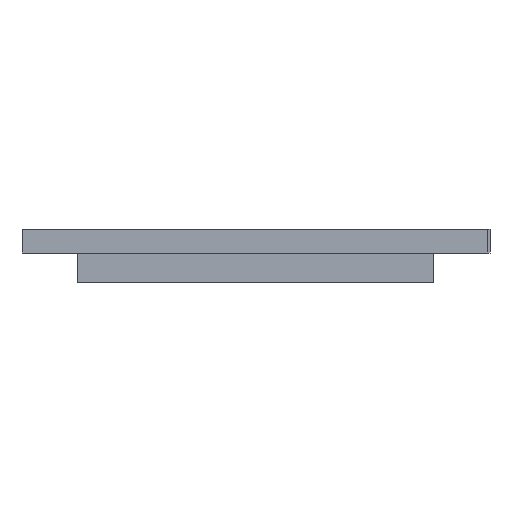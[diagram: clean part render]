
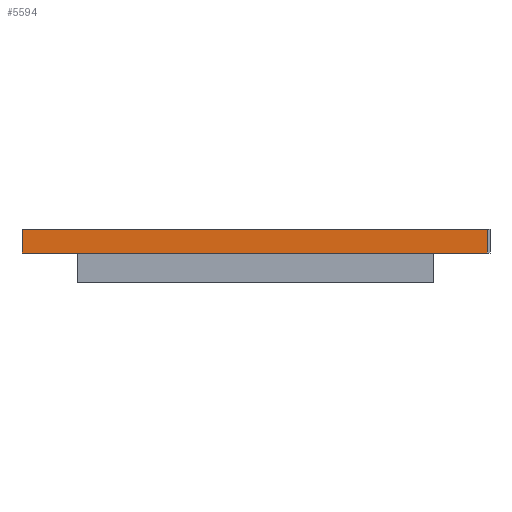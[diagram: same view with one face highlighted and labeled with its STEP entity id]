
A CAD part, front view. The second image highlights one B-rep face of the part: STEP entity #5594.
In plain terms, the highlighted planar face has unit normal (0, -1, 0).
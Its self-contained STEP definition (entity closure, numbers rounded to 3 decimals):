
#72 = PLANE('',#73);
#73 = AXIS2_PLACEMENT_3D('',#74,#75,#76);
#74 = CARTESIAN_POINT('',(0.,4.4,0.4));
#75 = DIRECTION('',(-0.,-0.,-1.));
#76 = DIRECTION('',(-1.,0.,0.));
#128 = PLANE('',#129);
#129 = AXIS2_PLACEMENT_3D('',#130,#131,#132);
#130 = CARTESIAN_POINT('',(0.,4.4,0.));
#131 = DIRECTION('',(-0.,-0.,-1.));
#132 = DIRECTION('',(-1.,0.,0.));
#1268 = VERTEX_POINT('',#1269);
#1269 = CARTESIAN_POINT('',(3.9,0.,0.));
#1283 = PLANE('',#1284);
#1284 = AXIS2_PLACEMENT_3D('',#1285,#1286,#1287);
#1285 = CARTESIAN_POINT('',(3.9,8.8,0.));
#1286 = DIRECTION('',(1.,0.,0.));
#1287 = DIRECTION('',(0.,-1.,0.));
#1295 = EDGE_CURVE('',#1268,#1296,#1298,.T.);
#1296 = VERTEX_POINT('',#1297);
#1297 = CARTESIAN_POINT('',(-3.9,0.,0.));
#1298 = SURFACE_CURVE('',#1299,(#1303,#1310),.PCURVE_S1.);
#1299 = LINE('',#1300,#1301);
#1300 = CARTESIAN_POINT('',(3.9,0.,0.));
#1301 = VECTOR('',#1302,1.);
#1302 = DIRECTION('',(-1.,0.,0.));
#1303 = PCURVE('',#128,#1304);
#1304 = DEFINITIONAL_REPRESENTATION('',(#1305),#1309);
#1305 = LINE('',#1306,#1307);
#1306 = CARTESIAN_POINT('',(-3.9,-4.4));
#1307 = VECTOR('',#1308,1.);
#1308 = DIRECTION('',(1.,0.));
#1309 = ( GEOMETRIC_REPRESENTATION_CONTEXT(2) 
PARAMETRIC_REPRESENTATION_CONTEXT() REPRESENTATION_CONTEXT('2D SPACE',''
  ) );
#1310 = PCURVE('',#1311,#1316);
#1311 = PLANE('',#1312);
#1312 = AXIS2_PLACEMENT_3D('',#1313,#1314,#1315);
#1313 = CARTESIAN_POINT('',(3.9,0.,0.));
#1314 = DIRECTION('',(0.,-1.,0.));
#1315 = DIRECTION('',(-1.,0.,0.));
#1316 = DEFINITIONAL_REPRESENTATION('',(#1317),#1321);
#1317 = LINE('',#1318,#1319);
#1318 = CARTESIAN_POINT('',(0.,-0.));
#1319 = VECTOR('',#1320,1.);
#1320 = DIRECTION('',(1.,0.));
#1321 = ( GEOMETRIC_REPRESENTATION_CONTEXT(2) 
PARAMETRIC_REPRESENTATION_CONTEXT() REPRESENTATION_CONTEXT('2D SPACE',''
  ) );
#1339 = PLANE('',#1340);
#1340 = AXIS2_PLACEMENT_3D('',#1341,#1342,#1343);
#1341 = CARTESIAN_POINT('',(-3.9,0.,0.));
#1342 = DIRECTION('',(-1.,0.,0.));
#1343 = DIRECTION('',(0.,1.,0.));
#2951 = VERTEX_POINT('',#2952);
#2952 = CARTESIAN_POINT('',(3.9,0.,0.4));
#2973 = EDGE_CURVE('',#2951,#2974,#2976,.T.);
#2974 = VERTEX_POINT('',#2975);
#2975 = CARTESIAN_POINT('',(-3.9,0.,0.4));
#2976 = SURFACE_CURVE('',#2977,(#2981,#2988),.PCURVE_S1.);
#2977 = LINE('',#2978,#2979);
#2978 = CARTESIAN_POINT('',(3.9,0.,0.4));
#2979 = VECTOR('',#2980,1.);
#2980 = DIRECTION('',(-1.,0.,0.));
#2981 = PCURVE('',#72,#2982);
#2982 = DEFINITIONAL_REPRESENTATION('',(#2983),#2987);
#2983 = LINE('',#2984,#2985);
#2984 = CARTESIAN_POINT('',(-3.9,-4.4));
#2985 = VECTOR('',#2986,1.);
#2986 = DIRECTION('',(1.,0.));
#2987 = ( GEOMETRIC_REPRESENTATION_CONTEXT(2) 
PARAMETRIC_REPRESENTATION_CONTEXT() REPRESENTATION_CONTEXT('2D SPACE',''
  ) );
#2988 = PCURVE('',#1311,#2989);
#2989 = DEFINITIONAL_REPRESENTATION('',(#2990),#2994);
#2990 = LINE('',#2991,#2992);
#2991 = CARTESIAN_POINT('',(0.,-0.4));
#2992 = VECTOR('',#2993,1.);
#2993 = DIRECTION('',(1.,0.));
#2994 = ( GEOMETRIC_REPRESENTATION_CONTEXT(2) 
PARAMETRIC_REPRESENTATION_CONTEXT() REPRESENTATION_CONTEXT('2D SPACE',''
  ) );
#5552 = EDGE_CURVE('',#1296,#2974,#5553,.T.);
#5553 = SURFACE_CURVE('',#5554,(#5558,#5565),.PCURVE_S1.);
#5554 = LINE('',#5555,#5556);
#5555 = CARTESIAN_POINT('',(-3.9,0.,0.));
#5556 = VECTOR('',#5557,1.);
#5557 = DIRECTION('',(0.,0.,1.));
#5558 = PCURVE('',#1339,#5559);
#5559 = DEFINITIONAL_REPRESENTATION('',(#5560),#5564);
#5560 = LINE('',#5561,#5562);
#5561 = CARTESIAN_POINT('',(0.,0.));
#5562 = VECTOR('',#5563,1.);
#5563 = DIRECTION('',(0.,-1.));
#5564 = ( GEOMETRIC_REPRESENTATION_CONTEXT(2) 
PARAMETRIC_REPRESENTATION_CONTEXT() REPRESENTATION_CONTEXT('2D SPACE',''
  ) );
#5565 = PCURVE('',#1311,#5566);
#5566 = DEFINITIONAL_REPRESENTATION('',(#5567),#5571);
#5567 = LINE('',#5568,#5569);
#5568 = CARTESIAN_POINT('',(7.8,0.));
#5569 = VECTOR('',#5570,1.);
#5570 = DIRECTION('',(0.,-1.));
#5571 = ( GEOMETRIC_REPRESENTATION_CONTEXT(2) 
PARAMETRIC_REPRESENTATION_CONTEXT() REPRESENTATION_CONTEXT('2D SPACE',''
  ) );
#5594 = ADVANCED_FACE('',(#5595),#1311,.T.);
#5595 = FACE_BOUND('',#5596,.T.);
#5596 = EDGE_LOOP('',(#5597,#5618,#5619,#5620));
#5597 = ORIENTED_EDGE('',*,*,#5598,.T.);
#5598 = EDGE_CURVE('',#1268,#2951,#5599,.T.);
#5599 = SURFACE_CURVE('',#5600,(#5604,#5611),.PCURVE_S1.);
#5600 = LINE('',#5601,#5602);
#5601 = CARTESIAN_POINT('',(3.9,0.,0.));
#5602 = VECTOR('',#5603,1.);
#5603 = DIRECTION('',(0.,0.,1.));
#5604 = PCURVE('',#1311,#5605);
#5605 = DEFINITIONAL_REPRESENTATION('',(#5606),#5610);
#5606 = LINE('',#5607,#5608);
#5607 = CARTESIAN_POINT('',(0.,-0.));
#5608 = VECTOR('',#5609,1.);
#5609 = DIRECTION('',(0.,-1.));
#5610 = ( GEOMETRIC_REPRESENTATION_CONTEXT(2) 
PARAMETRIC_REPRESENTATION_CONTEXT() REPRESENTATION_CONTEXT('2D SPACE',''
  ) );
#5611 = PCURVE('',#1283,#5612);
#5612 = DEFINITIONAL_REPRESENTATION('',(#5613),#5617);
#5613 = LINE('',#5614,#5615);
#5614 = CARTESIAN_POINT('',(8.8,0.));
#5615 = VECTOR('',#5616,1.);
#5616 = DIRECTION('',(0.,-1.));
#5617 = ( GEOMETRIC_REPRESENTATION_CONTEXT(2) 
PARAMETRIC_REPRESENTATION_CONTEXT() REPRESENTATION_CONTEXT('2D SPACE',''
  ) );
#5618 = ORIENTED_EDGE('',*,*,#2973,.T.);
#5619 = ORIENTED_EDGE('',*,*,#5552,.F.);
#5620 = ORIENTED_EDGE('',*,*,#1295,.F.);
